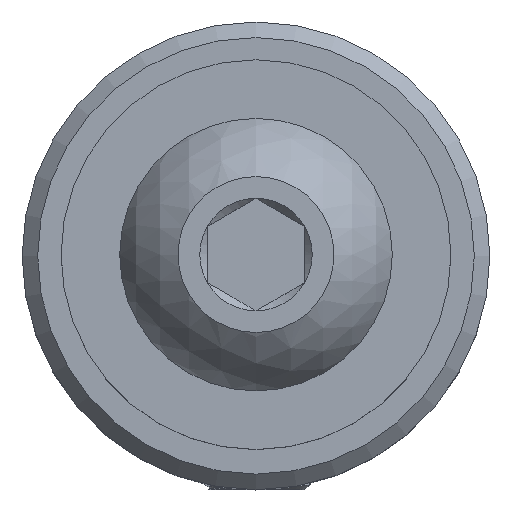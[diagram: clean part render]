
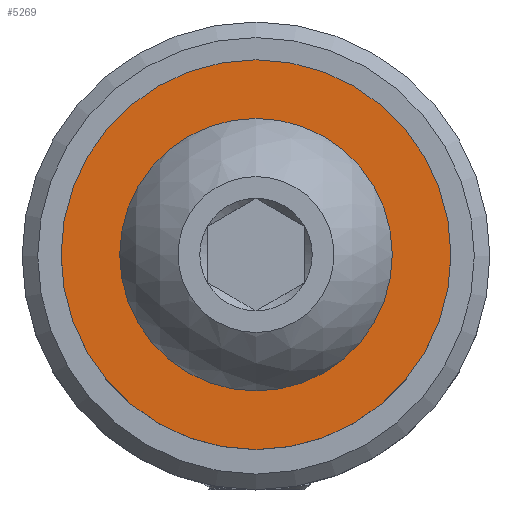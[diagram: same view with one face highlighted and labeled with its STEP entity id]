
A CAD part, top view. The second image highlights one B-rep face of the part: STEP entity #5269.
In plain terms, the highlighted face is planar.
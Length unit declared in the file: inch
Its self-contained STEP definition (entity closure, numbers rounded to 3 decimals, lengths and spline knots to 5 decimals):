
#1251 = EDGE_CURVE ( 'NONE', #9722, #9722, #5997, .T. ) ;
#1397 = CARTESIAN_POINT ( 'NONE',  ( -0.055, 0., 0. ) ) ;
#2368 = DIRECTION ( 'NONE',  ( 0., 0., 1. ) ) ;
#4046 = CARTESIAN_POINT ( 'NONE',  ( -0.055, 0., 0. ) ) ;
#4416 = CARTESIAN_POINT ( 'NONE',  ( -0.055, 0.3125, 0. ) ) ;
#4728 = DIRECTION ( 'NONE',  ( 1., 0., 0. ) ) ;
#5269 = ADVANCED_FACE ( 'NONE', ( #12818, #17234 ), #5987, .F. ) ;
#5311 = CARTESIAN_POINT ( 'NONE',  ( -0.055, 0., 0.156 ) ) ;
#5339 = AXIS2_PLACEMENT_3D ( 'NONE', #1397, #12939, #14305 ) ;
#5889 = ORIENTED_EDGE ( 'NONE', *, *, #10512, .T. ) ;
#5987 = PLANE ( 'NONE',  #19584 ) ;
#5997 = CIRCLE ( 'NONE', #5339, 0.156 ) ;
#7191 = DIRECTION ( 'NONE',  ( -1., 0., 0. ) ) ;
#8639 = EDGE_LOOP ( 'NONE', ( #15161 ) ) ;
#8675 = VERTEX_POINT ( 'NONE', #15167 ) ;
#9722 = VERTEX_POINT ( 'NONE', #5311 ) ;
#10512 = EDGE_CURVE ( 'NONE', #8675, #8675, #11410, .T. ) ;
#11410 = CIRCLE ( 'NONE', #14771, 0.3125 ) ;
#12818 = FACE_BOUND ( 'NONE', #8639, .T. ) ;
#12939 = DIRECTION ( 'NONE',  ( -1., 0., 0. ) ) ;
#14305 = DIRECTION ( 'NONE',  ( 0., 0., 1. ) ) ;
#14771 = AXIS2_PLACEMENT_3D ( 'NONE', #4046, #7191, #2368 ) ;
#15161 = ORIENTED_EDGE ( 'NONE', *, *, #1251, .F. ) ;
#15167 = CARTESIAN_POINT ( 'NONE',  ( -0.055, 0., 0.3125 ) ) ;
#17234 = FACE_OUTER_BOUND ( 'NONE', #19813, .T. ) ;
#19229 = DIRECTION ( 'NONE',  ( 0., 0., -1. ) ) ;
#19584 = AXIS2_PLACEMENT_3D ( 'NONE', #4416, #4728, #19229 ) ;
#19813 = EDGE_LOOP ( 'NONE', ( #5889 ) ) ;
